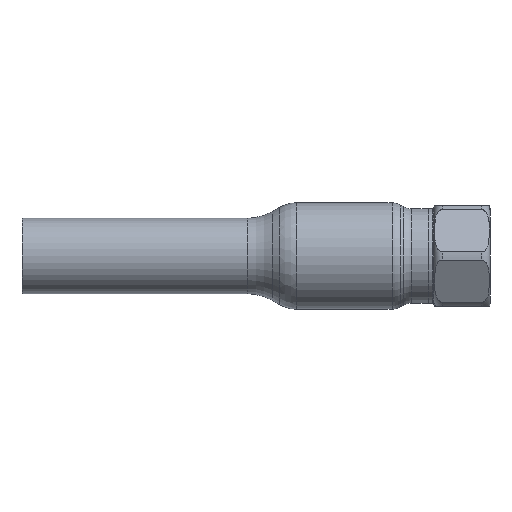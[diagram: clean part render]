
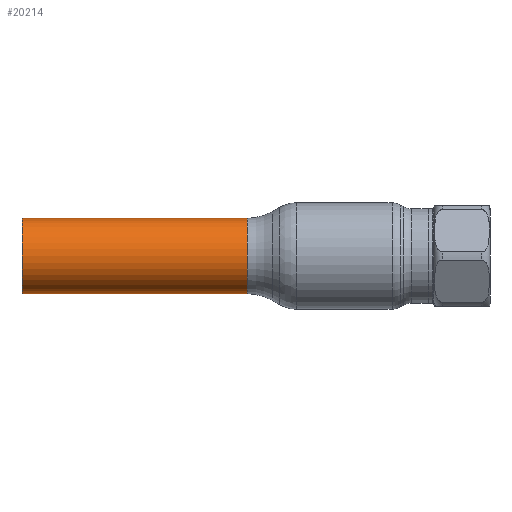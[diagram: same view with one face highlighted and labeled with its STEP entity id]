
A CAD part, front view. The second image highlights one B-rep face of the part: STEP entity #20214.
In plain terms, the highlighted cylindrical face has radius 13.45 mm (diameter 26.9 mm), a partial arc.
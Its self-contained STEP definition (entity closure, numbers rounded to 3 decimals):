
#1215 = DIRECTION ( 'NONE',  ( 0., 0., 1. ) ) ;
#4551 = ORIENTED_EDGE ( 'NONE', *, *, #60060, .T. ) ;
#5325 = VERTEX_POINT ( 'NONE', #76623 ) ;
#9579 = LINE ( 'NONE', #52996, #39002 ) ;
#13049 = VECTOR ( 'NONE', #45428, 1000. ) ;
#19991 = CIRCLE ( 'NONE', #84400, 13.45 ) ;
#20214 = ADVANCED_FACE ( 'NONE', ( #36739 ), #64323, .T. ) ;
#23916 = CARTESIAN_POINT ( 'NONE',  ( -62.69, 0., 0. ) ) ;
#24655 = CARTESIAN_POINT ( 'NONE',  ( -115., 0., 0. ) ) ;
#30947 = CARTESIAN_POINT ( 'NONE',  ( -115., 0., 13.45 ) ) ;
#36525 = EDGE_LOOP ( 'NONE', ( #38667, #53767, #4551, #80624 ) ) ;
#36739 = FACE_OUTER_BOUND ( 'NONE', #36525, .T. ) ;
#38667 = ORIENTED_EDGE ( 'NONE', *, *, #67405, .F. ) ;
#38674 = VERTEX_POINT ( 'NONE', #60956 ) ;
#39002 = VECTOR ( 'NONE', #45600, 1000. ) ;
#40858 = CARTESIAN_POINT ( 'NONE',  ( -34.686, 0., 13.45 ) ) ;
#42532 = EDGE_CURVE ( 'NONE', #38674, #48550, #81795, .T. ) ;
#45428 = DIRECTION ( 'NONE',  ( -1., 0., 0. ) ) ;
#45600 = DIRECTION ( 'NONE',  ( -1., 0., 0. ) ) ;
#45656 = DIRECTION ( 'NONE',  ( -1., 0., 0. ) ) ;
#46266 = DIRECTION ( 'NONE',  ( 0., 0., 1. ) ) ;
#48550 = VERTEX_POINT ( 'NONE', #30947 ) ;
#49165 = VERTEX_POINT ( 'NONE', #40858 ) ;
#52392 = EDGE_CURVE ( 'NONE', #5325, #49165, #19991, .T. ) ;
#52996 = CARTESIAN_POINT ( 'NONE',  ( -62.69, 0., -13.45 ) ) ;
#53767 = ORIENTED_EDGE ( 'NONE', *, *, #52392, .T. ) ;
#56881 = AXIS2_PLACEMENT_3D ( 'NONE', #24655, #58804, #59700 ) ;
#57709 = DIRECTION ( 'NONE',  ( -1., 0., 0. ) ) ;
#58804 = DIRECTION ( 'NONE',  ( -1., 0., 0. ) ) ;
#59700 = DIRECTION ( 'NONE',  ( 0., 0., 1. ) ) ;
#60060 = EDGE_CURVE ( 'NONE', #49165, #48550, #67884, .T. ) ;
#60956 = CARTESIAN_POINT ( 'NONE',  ( -115., 0., -13.45 ) ) ;
#64323 = CYLINDRICAL_SURFACE ( 'NONE', #90324, 13.45 ) ;
#66337 = CARTESIAN_POINT ( 'NONE',  ( -62.69, 0., 13.45 ) ) ;
#67405 = EDGE_CURVE ( 'NONE', #5325, #38674, #9579, .T. ) ;
#67884 = LINE ( 'NONE', #66337, #13049 ) ;
#76623 = CARTESIAN_POINT ( 'NONE',  ( -34.686, 0., -13.45 ) ) ;
#80624 = ORIENTED_EDGE ( 'NONE', *, *, #42532, .F. ) ;
#81795 = CIRCLE ( 'NONE', #56881, 13.45 ) ;
#84400 = AXIS2_PLACEMENT_3D ( 'NONE', #84883, #57709, #1215 ) ;
#84883 = CARTESIAN_POINT ( 'NONE',  ( -34.686, 0., 0. ) ) ;
#90324 = AXIS2_PLACEMENT_3D ( 'NONE', #23916, #45656, #46266 ) ;
